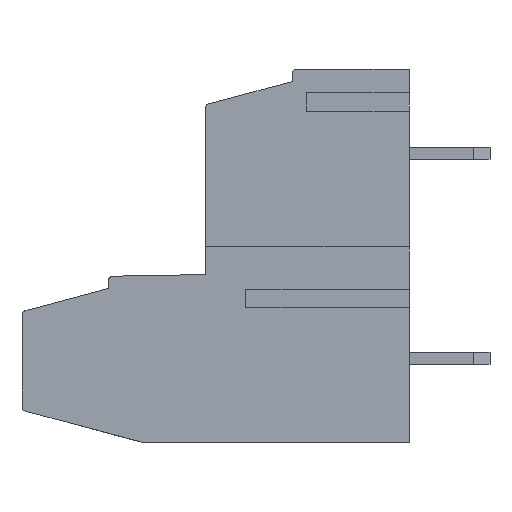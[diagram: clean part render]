
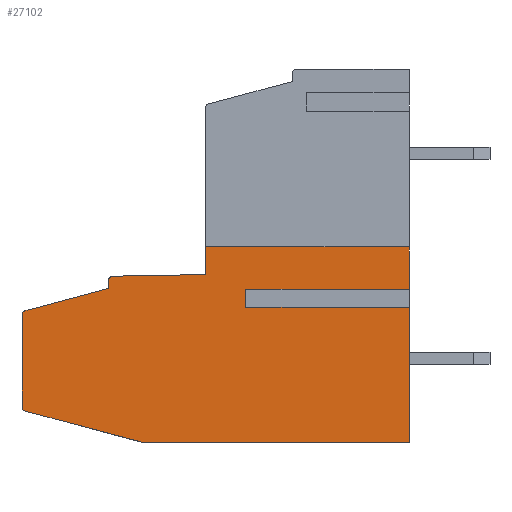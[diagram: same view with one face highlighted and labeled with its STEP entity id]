
A CAD part, left-side view. The second image highlights one B-rep face of the part: STEP entity #27102.
In plain terms, the highlighted planar face has unit normal (-1, 0, 0).
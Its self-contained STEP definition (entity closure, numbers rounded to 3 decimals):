
#486 = FACE_OUTER_BOUND ( 'NONE', #27358, .T. ) ;
#669 = DIRECTION ( 'NONE',  ( -1., 0., 0. ) ) ;
#754 = EDGE_CURVE ( 'NONE', #12314, #21888, #23339, .T. ) ;
#788 = AXIS2_PLACEMENT_3D ( 'NONE', #13436, #24454, #5103 ) ;
#941 = CARTESIAN_POINT ( 'NONE',  ( -2.54, 19.2, 2.151 ) ) ;
#1915 = VECTOR ( 'NONE', #21225, 1000. ) ;
#1946 = CARTESIAN_POINT ( 'NONE',  ( -2.54, 14.9, 4.056 ) ) ;
#2031 = ORIENTED_EDGE ( 'NONE', *, *, #5198, .F. ) ;
#2054 = VERTEX_POINT ( 'NONE', #18830 ) ;
#3347 = ORIENTED_EDGE ( 'NONE', *, *, #16246, .T. ) ;
#3662 = DIRECTION ( 'NONE',  ( 0., 0.966, 0.259 ) ) ;
#3942 = LINE ( 'NONE', #6094, #13868 ) ;
#3968 = CARTESIAN_POINT ( 'NONE',  ( -2.54, 14.9, 3.86 ) ) ;
#4006 = LINE ( 'NONE', #8662, #1915 ) ;
#4333 = EDGE_CURVE ( 'NONE', #7029, #8840, #6621, .T. ) ;
#4434 = ORIENTED_EDGE ( 'NONE', *, *, #4889, .F. ) ;
#4482 = ORIENTED_EDGE ( 'NONE', *, *, #11467, .F. ) ;
#4497 = DIRECTION ( 'NONE',  ( 0., 0., 1. ) ) ;
#4523 = AXIS2_PLACEMENT_3D ( 'NONE', #16038, #11503, #9392 ) ;
#4583 = DIRECTION ( 'NONE',  ( 0., -1., 0. ) ) ;
#4889 = EDGE_CURVE ( 'NONE', #2054, #19911, #22740, .T. ) ;
#5103 = DIRECTION ( 'NONE',  ( 0., 0., -1. ) ) ;
#5198 = EDGE_CURVE ( 'NONE', #21854, #19182, #14406, .T. ) ;
#5412 = VECTOR ( 'NONE', #8386, 1000. ) ;
#5796 = ORIENTED_EDGE ( 'NONE', *, *, #24297, .F. ) ;
#6046 = DIRECTION ( 'NONE',  ( 0., 0., 1. ) ) ;
#6094 = CARTESIAN_POINT ( 'NONE',  ( -2.54, 0., -4.19 ) ) ;
#6258 = CIRCLE ( 'NONE', #17511, 0.2 ) ;
#6284 = VECTOR ( 'NONE', #27747, 1000. ) ;
#6352 = ORIENTED_EDGE ( 'NONE', *, *, #8824, .T. ) ;
#6559 = LINE ( 'NONE', #8665, #18632 ) ;
#6621 = LINE ( 'NONE', #15234, #6677 ) ;
#6677 = VECTOR ( 'NONE', #4497, 1000. ) ;
#6708 = ORIENTED_EDGE ( 'NONE', *, *, #754, .T. ) ;
#6850 = ORIENTED_EDGE ( 'NONE', *, *, #4333, .F. ) ;
#7020 = ORIENTED_EDGE ( 'NONE', *, *, #10565, .F. ) ;
#7029 = VERTEX_POINT ( 'NONE', #12750 ) ;
#7112 = ORIENTED_EDGE ( 'NONE', *, *, #27701, .T. ) ;
#7426 = CARTESIAN_POINT ( 'NONE',  ( -2.54, 8.1, 3.236 ) ) ;
#7631 = VERTEX_POINT ( 'NONE', #8687 ) ;
#7763 = LINE ( 'NONE', #22695, #10038 ) ;
#8042 = CARTESIAN_POINT ( 'NONE',  ( -2.54, 0., 5.51 ) ) ;
#8082 = CARTESIAN_POINT ( 'NONE',  ( -2.54, 0., -4.19 ) ) ;
#8201 = EDGE_CURVE ( 'NONE', #21888, #19911, #16278, .T. ) ;
#8367 = LINE ( 'NONE', #12883, #13284 ) ;
#8386 = DIRECTION ( 'NONE',  ( 0., -1., 0. ) ) ;
#8611 = ORIENTED_EDGE ( 'NONE', *, *, #9767, .F. ) ;
#8651 = VERTEX_POINT ( 'NONE', #20427 ) ;
#8662 = CARTESIAN_POINT ( 'NONE',  ( -2.54, 10.1, 4.14 ) ) ;
#8665 = CARTESIAN_POINT ( 'NONE',  ( -2.54, 8.1, 2.7 ) ) ;
#8687 = CARTESIAN_POINT ( 'NONE',  ( -2.54, 0., -4.19 ) ) ;
#8715 = VERTEX_POINT ( 'NONE', #25211 ) ;
#8824 = EDGE_CURVE ( 'NONE', #8715, #10039, #12915, .T. ) ;
#8840 = VERTEX_POINT ( 'NONE', #941 ) ;
#8977 = DIRECTION ( 'NONE',  ( 0., 0., -1. ) ) ;
#9336 = VECTOR ( 'NONE', #21902, 1000. ) ;
#9392 = DIRECTION ( 'NONE',  ( 0., 0., -1. ) ) ;
#9767 = EDGE_CURVE ( 'NONE', #15577, #2054, #4006, .T. ) ;
#10038 = VECTOR ( 'NONE', #16238, 1000. ) ;
#10039 = VERTEX_POINT ( 'NONE', #3968 ) ;
#10565 = EDGE_CURVE ( 'NONE', #14396, #8651, #7763, .T. ) ;
#10867 = VECTOR ( 'NONE', #6046, 1000. ) ;
#11179 = EDGE_CURVE ( 'NONE', #14396, #8840, #6258, .T. ) ;
#11181 = CARTESIAN_POINT ( 'NONE',  ( -2.54, 19.2, -4.19 ) ) ;
#11467 = EDGE_CURVE ( 'NONE', #8715, #15577, #15201, .T. ) ;
#11503 = DIRECTION ( 'NONE',  ( -1., 0., 0. ) ) ;
#11873 = DIRECTION ( 'NONE',  ( 0., 0., -1. ) ) ;
#12012 = ORIENTED_EDGE ( 'NONE', *, *, #11179, .T. ) ;
#12314 = VERTEX_POINT ( 'NONE', #7426 ) ;
#12376 = LINE ( 'NONE', #25351, #10867 ) ;
#12590 = VERTEX_POINT ( 'NONE', #24006 ) ;
#12750 = CARTESIAN_POINT ( 'NONE',  ( -2.54, 19.2, -2.429 ) ) ;
#12883 = CARTESIAN_POINT ( 'NONE',  ( -2.54, 8.1, 3.236 ) ) ;
#12915 = CIRCLE ( 'NONE', #19673, 0.2 ) ;
#13284 = VECTOR ( 'NONE', #20914, 1000. ) ;
#13348 = CARTESIAN_POINT ( 'NONE',  ( -2.54, 14.7, 3.86 ) ) ;
#13429 = ORIENTED_EDGE ( 'NONE', *, *, #18813, .F. ) ;
#13436 = CARTESIAN_POINT ( 'NONE',  ( -2.54, 19.2, -4.19 ) ) ;
#13868 = VECTOR ( 'NONE', #21310, 1000. ) ;
#14396 = VERTEX_POINT ( 'NONE', #25045 ) ;
#14406 = LINE ( 'NONE', #22990, #24322 ) ;
#14918 = CIRCLE ( 'NONE', #4523, 0.2 ) ;
#15201 = LINE ( 'NONE', #1946, #6284 ) ;
#15234 = CARTESIAN_POINT ( 'NONE',  ( -2.54, 19.2, -4.19 ) ) ;
#15307 = ORIENTED_EDGE ( 'NONE', *, *, #23002, .F. ) ;
#15454 = VERTEX_POINT ( 'NONE', #18605 ) ;
#15577 = VERTEX_POINT ( 'NONE', #23248 ) ;
#16038 = CARTESIAN_POINT ( 'NONE',  ( -2.54, 19., -2.429 ) ) ;
#16238 = DIRECTION ( 'NONE',  ( 0., -0.966, 0.259 ) ) ;
#16246 = EDGE_CURVE ( 'NONE', #7631, #15454, #3942, .T. ) ;
#16278 = LINE ( 'NONE', #8082, #19731 ) ;
#17511 = AXIS2_PLACEMENT_3D ( 'NONE', #26692, #22870, #11873 ) ;
#18104 = CARTESIAN_POINT ( 'NONE',  ( -2.54, 19.2, 5.51 ) ) ;
#18605 = CARTESIAN_POINT ( 'NONE',  ( -2.54, 0., 2.7 ) ) ;
#18632 = VECTOR ( 'NONE', #4583, 1000. ) ;
#18813 = EDGE_CURVE ( 'NONE', #12314, #12590, #8367, .T. ) ;
#18830 = CARTESIAN_POINT ( 'NONE',  ( -2.54, 10.1, 5.51 ) ) ;
#19011 = CARTESIAN_POINT ( 'NONE',  ( -2.54, 19.052, -2.622 ) ) ;
#19118 = CARTESIAN_POINT ( 'NONE',  ( -2.54, 8.1, 3.236 ) ) ;
#19182 = VERTEX_POINT ( 'NONE', #19011 ) ;
#19673 = AXIS2_PLACEMENT_3D ( 'NONE', #13348, #669, #8977 ) ;
#19731 = VECTOR ( 'NONE', #25131, 1000. ) ;
#19911 = VERTEX_POINT ( 'NONE', #8042 ) ;
#20071 = DIRECTION ( 'NONE',  ( 0., -1., 0. ) ) ;
#20427 = CARTESIAN_POINT ( 'NONE',  ( -2.54, 14.9, 3.456 ) ) ;
#20847 = EDGE_CURVE ( 'NONE', #7029, #19182, #14918, .T. ) ;
#20908 = CARTESIAN_POINT ( 'NONE',  ( -2.54, 13.2, -4.19 ) ) ;
#20914 = DIRECTION ( 'NONE',  ( 0., 0., -1. ) ) ;
#21225 = DIRECTION ( 'NONE',  ( 0., 0., 1. ) ) ;
#21310 = DIRECTION ( 'NONE',  ( 0., 0., 1. ) ) ;
#21854 = VERTEX_POINT ( 'NONE', #20908 ) ;
#21888 = VERTEX_POINT ( 'NONE', #23167 ) ;
#21902 = DIRECTION ( 'NONE',  ( 0., -1., 0. ) ) ;
#22695 = CARTESIAN_POINT ( 'NONE',  ( -2.54, 19.2, 2.304 ) ) ;
#22740 = LINE ( 'NONE', #18104, #23384 ) ;
#22870 = DIRECTION ( 'NONE',  ( -1., 0., 0. ) ) ;
#22990 = CARTESIAN_POINT ( 'NONE',  ( -2.54, 13.2, -4.19 ) ) ;
#23002 = EDGE_CURVE ( 'NONE', #8651, #10039, #12376, .T. ) ;
#23167 = CARTESIAN_POINT ( 'NONE',  ( -2.54, 0., 3.236 ) ) ;
#23248 = CARTESIAN_POINT ( 'NONE',  ( -2.54, 10.1, 4.14 ) ) ;
#23339 = LINE ( 'NONE', #19118, #5412 ) ;
#23384 = VECTOR ( 'NONE', #20071, 1000. ) ;
#24006 = CARTESIAN_POINT ( 'NONE',  ( -2.54, 8.1, 2.7 ) ) ;
#24078 = ORIENTED_EDGE ( 'NONE', *, *, #20847, .T. ) ;
#24169 = PLANE ( 'NONE',  #788 ) ;
#24297 = EDGE_CURVE ( 'NONE', #12590, #15454, #6559, .T. ) ;
#24322 = VECTOR ( 'NONE', #3662, 1000. ) ;
#24454 = DIRECTION ( 'NONE',  ( 1., 0., 0. ) ) ;
#25045 = CARTESIAN_POINT ( 'NONE',  ( -2.54, 19.052, 2.344 ) ) ;
#25131 = DIRECTION ( 'NONE',  ( 0., 0., 1. ) ) ;
#25211 = CARTESIAN_POINT ( 'NONE',  ( -2.54, 14.703, 4.06 ) ) ;
#25351 = CARTESIAN_POINT ( 'NONE',  ( -2.54, 14.9, 3.456 ) ) ;
#25862 = LINE ( 'NONE', #11181, #9336 ) ;
#25914 = ORIENTED_EDGE ( 'NONE', *, *, #8201, .T. ) ;
#26692 = CARTESIAN_POINT ( 'NONE',  ( -2.54, 19., 2.151 ) ) ;
#27102 = ADVANCED_FACE ( 'NONE', ( #486 ), #24169, .F. ) ;
#27358 = EDGE_LOOP ( 'NONE', ( #4482, #6352, #15307, #7020, #12012, #6850, #24078, #2031, #7112, #3347, #5796, #13429, #6708, #25914, #4434, #8611 ) ) ;
#27701 = EDGE_CURVE ( 'NONE', #21854, #7631, #25862, .T. ) ;
#27747 = DIRECTION ( 'NONE',  ( 0., -1., 0.017 ) ) ;
